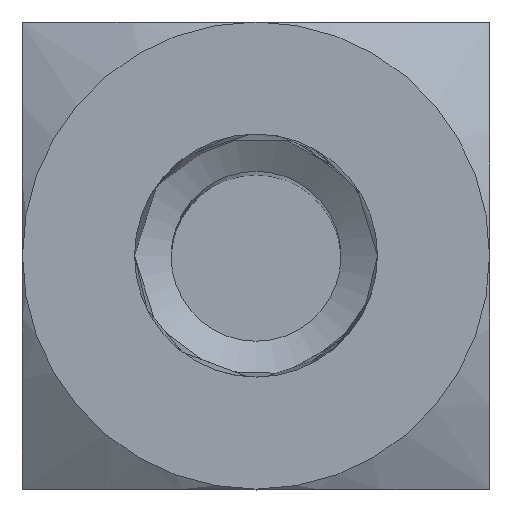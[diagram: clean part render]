
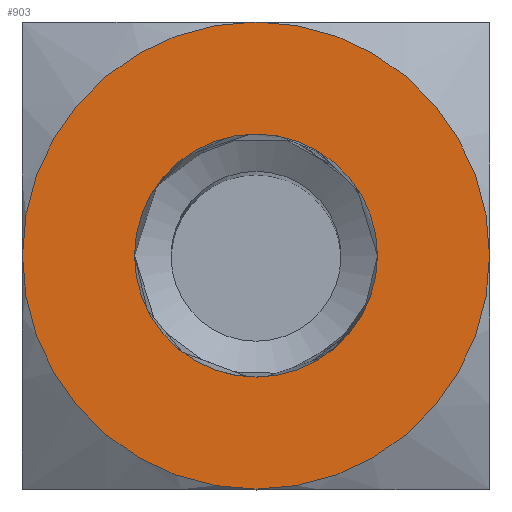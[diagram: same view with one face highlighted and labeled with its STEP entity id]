
A CAD part, top view. The second image highlights one B-rep face of the part: STEP entity #903.
In plain terms, the highlighted planar face has unit normal (0, 0, 1).
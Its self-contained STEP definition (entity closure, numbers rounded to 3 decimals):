
#407=CARTESIAN_POINT('',(0.0,11.0,23.));
#408=VERTEX_POINT('',#407);
#461=CARTESIAN_POINT('',(-11.0,0.,23.));
#462=VERTEX_POINT('',#461);
#713=CARTESIAN_POINT('',(5.723,0.,23.));
#714=VERTEX_POINT('',#713);
#715=CARTESIAN_POINT('',(0.,0.,23.));
#716=DIRECTION('',(0.0,0.0,-1.0));
#717=DIRECTION('',(1.0,0.0,0.0));
#718=AXIS2_PLACEMENT_3D('',#715,#716,#717);
#719=CIRCLE('',#718,5.723);
#720=EDGE_CURVE('',#714,#714,#719,.T.);
#738=CARTESIAN_POINT('',(0.,-11.0,23.));
#739=VERTEX_POINT('',#738);
#753=CARTESIAN_POINT('',(11.0,0.0,23.));
#754=VERTEX_POINT('',#753);
#768=CARTESIAN_POINT('',(0.0,0.0,23.));
#769=DIRECTION('',(0.0,0.0,1.0));
#770=DIRECTION('',(1.0,0.0,0.0));
#771=AXIS2_PLACEMENT_3D('',#768,#769,#770);
#772=CIRCLE('',#771,11.);
#773=EDGE_CURVE('',#739,#754,#772,.T.);
#797=CARTESIAN_POINT('',(0.0,0.0,23.));
#798=DIRECTION('',(0.0,0.0,1.0));
#799=DIRECTION('',(1.0,0.0,0.0));
#800=AXIS2_PLACEMENT_3D('',#797,#798,#799);
#801=CIRCLE('',#800,11.);
#802=EDGE_CURVE('',#462,#739,#801,.T.);
#813=CARTESIAN_POINT('',(0.0,0.0,23.));
#814=DIRECTION('',(0.0,0.0,1.0));
#815=DIRECTION('',(1.0,0.0,0.0));
#816=AXIS2_PLACEMENT_3D('',#813,#814,#815);
#817=CIRCLE('',#816,11.);
#818=EDGE_CURVE('',#408,#462,#817,.T.);
#830=CARTESIAN_POINT('',(0.0,0.0,23.));
#831=DIRECTION('',(0.0,0.0,1.0));
#832=DIRECTION('',(1.0,0.0,0.0));
#833=AXIS2_PLACEMENT_3D('',#830,#831,#832);
#834=CIRCLE('',#833,11.);
#835=EDGE_CURVE('',#754,#408,#834,.T.);
#889=CARTESIAN_POINT('',(0.,0.,23.));
#890=DIRECTION('',(0.0,0.0,1.0));
#891=DIRECTION('',(1.0,0.0,0.0));
#892=AXIS2_PLACEMENT_3D('',#889,#890,#891);
#893=PLANE('',#892);
#894=ORIENTED_EDGE('',*,*,#835,.T.);
#895=ORIENTED_EDGE('',*,*,#818,.T.);
#896=ORIENTED_EDGE('',*,*,#802,.T.);
#897=ORIENTED_EDGE('',*,*,#773,.T.);
#898=EDGE_LOOP('',(#894,#895,#896,#897));
#899=FACE_OUTER_BOUND('',#898,.T.);
#900=ORIENTED_EDGE('',*,*,#720,.T.);
#901=EDGE_LOOP('',(#900));
#902=FACE_BOUND('',#901,.T.);
#903=ADVANCED_FACE('',(#899,#902),#893,.T.);
